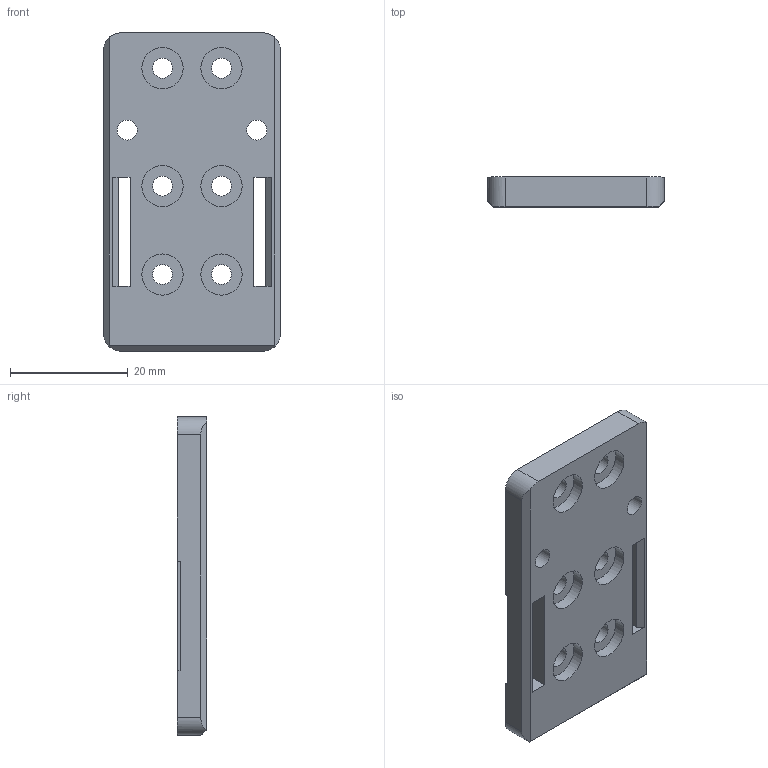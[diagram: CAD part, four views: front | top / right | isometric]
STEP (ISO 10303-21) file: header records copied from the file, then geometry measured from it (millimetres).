
FILE_DESCRIPTION(('FreeCAD Model'),'2;1');
FILE_NAME('Open CASCADE Shape Model','2024-02-03T04:06:39',(''),(''), 'Open CASCADE STEP processor 7.6','FreeCAD','Unknown');
FILE_SCHEMA(('AUTOMOTIVE_DESIGN { 1 0 10303 214 1 1 1 1 }'));
Length unit declared in the file: millimetre
Products named in the file (1): plate_cpap
Bounding box: 30 x 5 x 54 mm (x, y, z)
Volume: 6828.3 mm3; surface area: 4570.8 mm2
Topology: 1 solids, 1 shells, 51 faces, 139 edges, 94 vertices
Faces by surface type: plane 33, cylinder 18
Full cylindrical faces by diameter (mm): 3.4 x8, 7 x6
Entity records: 3526 total; most frequent: CARTESIAN_POINT 831, DIRECTION 457, ORIENTED_EDGE 278, PCURVE 278, DEFINITIONAL_REPRESENTATION 278, LINE 261, VECTOR 261, EDGE_CURVE 139
